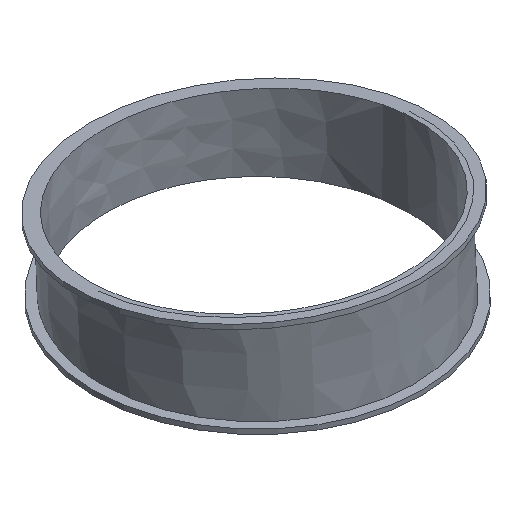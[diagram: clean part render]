
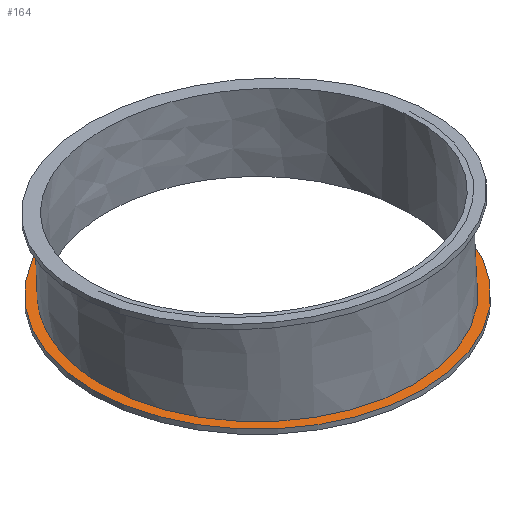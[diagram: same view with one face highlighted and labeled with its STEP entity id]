
A CAD part, isometric view. The second image highlights one B-rep face of the part: STEP entity #164.
In plain terms, the highlighted planar face has unit normal (0, 0, 1).
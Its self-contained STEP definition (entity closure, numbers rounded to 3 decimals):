
#19=PLANE('',#180);
#24=FACE_BOUND('',#45,.T.);
#33=FACE_OUTER_BOUND('',#44,.T.);
#44=EDGE_LOOP('',(#120));
#45=EDGE_LOOP('',(#121,#122,#123));
#60=CIRCLE('',#176,102.);
#61=CIRCLE('',#178,108.);
#69=B_SPLINE_CURVE_WITH_KNOTS('',3,(#254,#255,#256,#257),.UNSPECIFIED.,
 .F.,.F.,(4,4),(-4.446,-4.439),.UNSPECIFIED.);
#70=B_SPLINE_CURVE_WITH_KNOTS('',3,(#258,#259,#260,#261,#262,#263,#264,
#265,#266,#267,#268,#269,#270,#271,#272,#273,#274,#275,#276,#277,#278,#279,
#280),.UNSPECIFIED.,.F.,.F.,(4,2,3,2,2,2,2,2,2,2,4),(-4.439,-3.985,
0.,2.255,4.51,8.493,12.478,
16.464,20.45,24.435,27.703),
 .UNSPECIFIED.);
#79=VERTEX_POINT('',#228);
#81=VERTEX_POINT('',#238);
#82=VERTEX_POINT('',#248);
#84=VERTEX_POINT('',#253);
#97=EDGE_CURVE('',#79,#81,#60,.T.);
#98=EDGE_CURVE('',#82,#82,#61,.T.);
#100=EDGE_CURVE('',#79,#84,#69,.T.);
#101=EDGE_CURVE('',#84,#81,#70,.T.);
#120=ORIENTED_EDGE('',*,*,#98,.F.);
#121=ORIENTED_EDGE('',*,*,#100,.F.);
#122=ORIENTED_EDGE('',*,*,#97,.T.);
#123=ORIENTED_EDGE('',*,*,#101,.F.);
#164=ADVANCED_FACE('',(#33,#24),#19,.T.);
#176=AXIS2_PLACEMENT_3D('',#246,#196,#197);
#178=AXIS2_PLACEMENT_3D('',#249,#200,#201);
#180=AXIS2_PLACEMENT_3D('',#252,#204,#205);
#196=DIRECTION('center_axis',(0.,0.,-1.));
#197=DIRECTION('ref_axis',(1.,0.,0.));
#200=DIRECTION('center_axis',(0.,0.,-1.));
#201=DIRECTION('ref_axis',(1.,0.,0.));
#204=DIRECTION('center_axis',(0.,0.,1.));
#205=DIRECTION('ref_axis',(1.,0.,0.));
#228=CARTESIAN_POINT('',(102.,0.327,9.));
#238=CARTESIAN_POINT('',(-102.,0.327,9.));
#246=CARTESIAN_POINT('Origin',(0.,0.262,9.));
#248=CARTESIAN_POINT('',(-108.,0.262,9.));
#249=CARTESIAN_POINT('Origin',(0.,0.262,9.));
#252=CARTESIAN_POINT('Origin',(0.,0.262,9.));
#253=CARTESIAN_POINT('',(102.,0.393,9.));
#254=CARTESIAN_POINT('Ctrl Pts',(102.004,0.327,9.));
#255=CARTESIAN_POINT('Ctrl Pts',(102.004,0.349,9.));
#256=CARTESIAN_POINT('Ctrl Pts',(102.004,0.371,9.));
#257=CARTESIAN_POINT('Ctrl Pts',(102.004,0.393,9.));
#258=CARTESIAN_POINT('Ctrl Pts',(102.,0.393,9.));
#259=CARTESIAN_POINT('Ctrl Pts',(102.,1.906,9.));
#260=CARTESIAN_POINT('Ctrl Pts',(101.966,3.42,9.));
#261=CARTESIAN_POINT('Ctrl Pts',(101.307,18.204,9.));
#262=CARTESIAN_POINT('Ctrl Pts',(98.13,31.23,9.));
#263=CARTESIAN_POINT('Ctrl Pts',(92.545,43.281,9.));
#264=CARTESIAN_POINT('Ctrl Pts',(89.385,50.1,9.));
#265=CARTESIAN_POINT('Ctrl Pts',(85.481,56.549,9.));
#266=CARTESIAN_POINT('Ctrl Pts',(76.326,68.473,9.));
#267=CARTESIAN_POINT('Ctrl Pts',(71.102,73.912,9.));
#268=CARTESIAN_POINT('Ctrl Pts',(55.132,87.231,9.));
#269=CARTESIAN_POINT('Ctrl Pts',(43.372,93.662,9.));
#270=CARTESIAN_POINT('Ctrl Pts',(18.046,101.659,9.));
#271=CARTESIAN_POINT('Ctrl Pts',(4.72,103.146,9.));
#272=CARTESIAN_POINT('Ctrl Pts',(-21.755,100.928,9.));
#273=CARTESIAN_POINT('Ctrl Pts',(-34.652,97.242,9.));
#274=CARTESIAN_POINT('Ctrl Pts',(-58.307,85.133,9.));
#275=CARTESIAN_POINT('Ctrl Pts',(-68.838,76.825,9.));
#276=CARTESIAN_POINT('Ctrl Pts',(-86.119,56.643,9.));
#277=CARTESIAN_POINT('Ctrl Pts',(-92.704,44.962,9.));
#278=CARTESIAN_POINT('Ctrl Pts',(-100.278,22.002,9.));
#279=CARTESIAN_POINT('Ctrl Pts',(-102.007,11.191,9.));
#280=CARTESIAN_POINT('Ctrl Pts',(-102.,0.327,9.));
